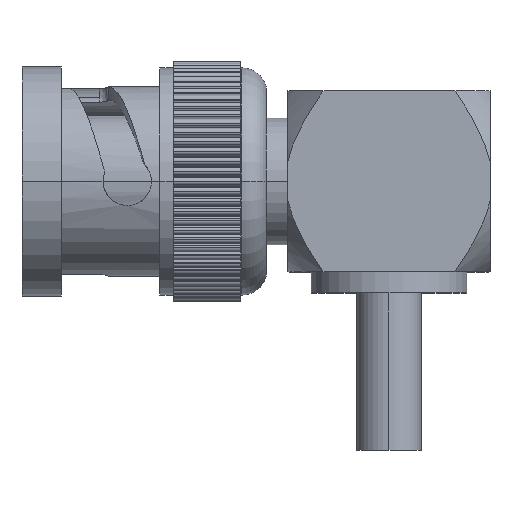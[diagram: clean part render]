
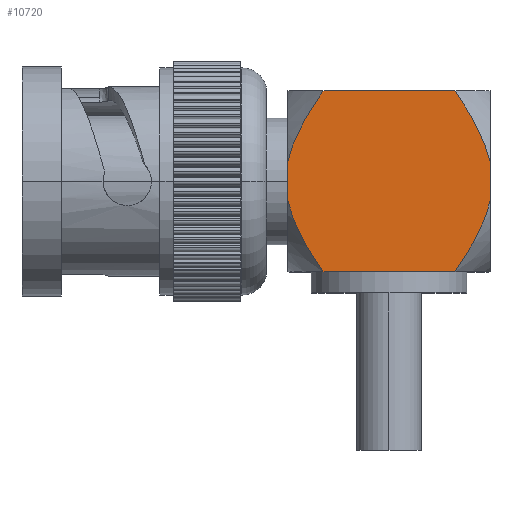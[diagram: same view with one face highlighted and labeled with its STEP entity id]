
A CAD part, top view. The second image highlights one B-rep face of the part: STEP entity #10720.
In plain terms, the highlighted face is planar.
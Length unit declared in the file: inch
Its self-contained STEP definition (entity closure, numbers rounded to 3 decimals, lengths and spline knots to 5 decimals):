
#2694 = CARTESIAN_POINT ( 'NONE',  ( -0.215, 0.215, -1.02882 ) ) ;
#2696 = CARTESIAN_POINT ( 'NONE',  ( -0.215, 0.215, -0.71518 ) ) ;
#2872 = DIRECTION ( 'NONE',  ( 0., 0., 1. ) ) ;
#2873 = VECTOR ( 'NONE', #2872, 39.37008 ) ;
#2874 = CARTESIAN_POINT ( 'NONE',  ( -0.215, 0.215, -1.112 ) ) ;
#2875 = LINE ( 'NONE', #2874, #2873 ) ;
#5066 = CARTESIAN_POINT ( 'NONE',  ( -0.215, -0.04607, -0.632 ) ) ;
#5127 = CARTESIAN_POINT ( 'NONE',  ( -0.215, -0.215, -1.02882 ) ) ;
#5128 = DIRECTION ( 'NONE',  ( 0., 0., 1. ) ) ;
#5129 = VECTOR ( 'NONE', #5128, 39.37008 ) ;
#5130 = CARTESIAN_POINT ( 'NONE',  ( -0.215, -0.215, -1.112 ) ) ;
#5131 = LINE ( 'NONE', #5130, #5129 ) ;
#5235 = CARTESIAN_POINT ( 'NONE',  ( -0.215, 0.04607, -0.632 ) ) ;
#5236 = DIRECTION ( 'NONE',  ( 0., 1., 0. ) ) ;
#5237 = VECTOR ( 'NONE', #5236, 39.37008 ) ;
#5238 = CARTESIAN_POINT ( 'NONE',  ( -0.215, 0.215, -0.632 ) ) ;
#5239 = LINE ( 'NONE', #5238, #5237 ) ;
#5240 = CARTESIAN_POINT ( 'NONE',  ( -0.215, 0.10619, -1.0927 ) ) ;
#5241 = CARTESIAN_POINT ( 'NONE',  ( -0.215, 0.12049, -1.08602 ) ) ;
#5242 = CARTESIAN_POINT ( 'NONE',  ( -0.215, 0.16257, -1.06396 ) ) ;
#5243 = CARTESIAN_POINT ( 'NONE',  ( -0.215, 0.18917, -1.04687 ) ) ;
#5244 = CARTESIAN_POINT ( 'NONE',  ( -0.215, 0.215, -1.02882 ) ) ;
#5245 = DIRECTION ( 'NONE',  ( 0., 1., 0. ) ) ;
#5246 = CARTESIAN_POINT ( 'NONE',  ( -0.215, 0.215, -1.112 ) ) ;
#5247 = CARTESIAN_POINT ( 'NONE',  ( -0.215, 0.04607, -1.112 ) ) ;
#5248 = B_SPLINE_CURVE_WITH_KNOTS ( 'NONE', 3,
 ( #5244, #5243, #5242, #5241, #5240, #5294, #5293, #5292, #5291, #5290 ),
 .UNSPECIFIED., .F., .F.,
 ( 4, 2, 2, 2, 4 ),
 ( 0.00867, 0.01107, 0.01228, 0.01288, 0.01348 ),
 .UNSPECIFIED. ) ;
#5249 = LINE ( 'NONE', #5246, #5289 ) ;
#5250 = CARTESIAN_POINT ( 'NONE',  ( -0.215, 0.215, -0.71518 ) ) ;
#5251 = CARTESIAN_POINT ( 'NONE',  ( -0.215, 0.18922, -0.69717 ) ) ;
#5253 = CARTESIAN_POINT ( 'NONE',  ( -0.215, 0.16279, -0.68018 ) ) ;
#5254 = CARTESIAN_POINT ( 'NONE',  ( -0.215, 0.10695, -0.65086 ) ) ;
#5255 = CARTESIAN_POINT ( 'NONE',  ( -0.215, 0.07714, -0.63843 ) ) ;
#5256 = CARTESIAN_POINT ( 'NONE',  ( -0.215, 0.04607, -0.632 ) ) ;
#5257 = B_SPLINE_CURVE_WITH_KNOTS ( 'NONE', 3,
 ( #5256, #5255, #5254, #5253, #5251, #5250 ),
 .UNSPECIFIED., .F., .F.,
 ( 4, 2, 4 ),
 ( 0.01584, 0.01825, 0.02067 ),
 .UNSPECIFIED. ) ;
#5273 = CARTESIAN_POINT ( 'NONE',  ( -0.215, -0.215, -1.02882 ) ) ;
#5274 = CARTESIAN_POINT ( 'NONE',  ( -0.215, -0.18922, -1.04683 ) ) ;
#5275 = CARTESIAN_POINT ( 'NONE',  ( -0.215, -0.16279, -1.06382 ) ) ;
#5276 = CARTESIAN_POINT ( 'NONE',  ( -0.215, -0.10695, -1.09314 ) ) ;
#5277 = CARTESIAN_POINT ( 'NONE',  ( -0.215, -0.07714, -1.10557 ) ) ;
#5278 = CARTESIAN_POINT ( 'NONE',  ( -0.215, -0.04607, -1.112 ) ) ;
#5282 = B_SPLINE_CURVE_WITH_KNOTS ( 'NONE', 3,
 ( #5278, #5277, #5276, #5275, #5274, #5273 ),
 .UNSPECIFIED., .F., .F.,
 ( 4, 2, 4 ),
 ( 0.01584, 0.01825, 0.02067 ),
 .UNSPECIFIED. ) ;
#5288 = CARTESIAN_POINT ( 'NONE',  ( -0.215, -0.04607, -1.112 ) ) ;
#5289 = VECTOR ( 'NONE', #5245, 39.37008 ) ;
#5290 = CARTESIAN_POINT ( 'NONE',  ( -0.215, 0.04607, -1.112 ) ) ;
#5291 = CARTESIAN_POINT ( 'NONE',  ( -0.215, 0.05383, -1.11039 ) ) ;
#5292 = CARTESIAN_POINT ( 'NONE',  ( -0.215, 0.06156, -1.1084 ) ) ;
#5293 = CARTESIAN_POINT ( 'NONE',  ( -0.215, 0.0767, -1.10382 ) ) ;
#5294 = CARTESIAN_POINT ( 'NONE',  ( -0.215, 0.08415, -1.10123 ) ) ;
#5297 = DIRECTION ( 'NONE',  ( 0., 0., -1. ) ) ;
#5298 = DIRECTION ( 'NONE',  ( 1., 0., 0. ) ) ;
#5306 = AXIS2_PLACEMENT_3D ( 'NONE', #5308, #5298, #5297 ) ;
#5307 = FACE_OUTER_BOUND ( 'NONE', #10721, .T. ) ;
#5308 = CARTESIAN_POINT ( 'NONE',  ( -0.215, 0.215, -1.112 ) ) ;
#5310 = PLANE ( 'NONE',  #5306 ) ;
#5339 = CARTESIAN_POINT ( 'NONE',  ( -0.215, -0.04607, -0.632 ) ) ;
#5340 = CARTESIAN_POINT ( 'NONE',  ( -0.215, -0.05383, -0.63361 ) ) ;
#5341 = CARTESIAN_POINT ( 'NONE',  ( -0.215, -0.06156, -0.6356 ) ) ;
#5342 = CARTESIAN_POINT ( 'NONE',  ( -0.215, -0.0767, -0.64018 ) ) ;
#5343 = CARTESIAN_POINT ( 'NONE',  ( -0.215, -0.08415, -0.64277 ) ) ;
#5344 = CARTESIAN_POINT ( 'NONE',  ( -0.215, -0.10619, -0.6513 ) ) ;
#5345 = CARTESIAN_POINT ( 'NONE',  ( -0.215, -0.12049, -0.65798 ) ) ;
#5346 = CARTESIAN_POINT ( 'NONE',  ( -0.215, -0.16257, -0.68004 ) ) ;
#5347 = CARTESIAN_POINT ( 'NONE',  ( -0.215, -0.18917, -0.69713 ) ) ;
#5348 = CARTESIAN_POINT ( 'NONE',  ( -0.215, -0.215, -0.71518 ) ) ;
#5352 = B_SPLINE_CURVE_WITH_KNOTS ( 'NONE', 3,
 ( #5348, #5347, #5346, #5345, #5344, #5343, #5342, #5341, #5340, #5339 ),
 .UNSPECIFIED., .F., .F.,
 ( 4, 2, 2, 2, 4 ),
 ( 0.00867, 0.01107, 0.01228, 0.01288, 0.01348 ),
 .UNSPECIFIED. ) ;
#5385 = CARTESIAN_POINT ( 'NONE',  ( -0.215, -0.215, -0.71518 ) ) ;
#9648 = VERTEX_POINT ( 'NONE', #2696 ) ;
#9650 = VERTEX_POINT ( 'NONE', #2694 ) ;
#9728 = EDGE_CURVE ( 'NONE', #9650, #9648, #2875, .T. ) ;
#10619 = VERTEX_POINT ( 'NONE', #5066 ) ;
#10646 = EDGE_CURVE ( 'NONE', #10647, #10735, #5131, .T. ) ;
#10647 = VERTEX_POINT ( 'NONE', #5127 ) ;
#10675 = EDGE_CURVE ( 'NONE', #10619, #10676, #5239, .T. ) ;
#10676 = VERTEX_POINT ( 'NONE', #5235 ) ;
#10698 = ORIENTED_EDGE ( 'NONE', *, *, #10675, .T. ) ;
#10699 = ORIENTED_EDGE ( 'NONE', *, *, #10700, .T. ) ;
#10700 = EDGE_CURVE ( 'NONE', #10676, #9648, #5257, .T. ) ;
#10701 = ORIENTED_EDGE ( 'NONE', *, *, #9728, .F. ) ;
#10702 = ORIENTED_EDGE ( 'NONE', *, *, #10703, .T. ) ;
#10703 = EDGE_CURVE ( 'NONE', #9650, #10704, #5248, .T. ) ;
#10704 = VERTEX_POINT ( 'NONE', #5247 ) ;
#10705 = ORIENTED_EDGE ( 'NONE', *, *, #10706, .F. ) ;
#10706 = EDGE_CURVE ( 'NONE', #10707, #10704, #5249, .T. ) ;
#10707 = VERTEX_POINT ( 'NONE', #5288 ) ;
#10709 = ORIENTED_EDGE ( 'NONE', *, *, #10710, .T. ) ;
#10710 = EDGE_CURVE ( 'NONE', #10707, #10647, #5282, .T. ) ;
#10720 = ADVANCED_FACE ( 'NONE', ( #5307 ), #5310, .F. ) ;
#10721 = EDGE_LOOP ( 'NONE', ( #10722, #10723, #10698, #10699, #10701, #10702, #10705, #10709 ) ) ;
#10722 = ORIENTED_EDGE ( 'NONE', *, *, #10646, .T. ) ;
#10723 = ORIENTED_EDGE ( 'NONE', *, *, #10724, .T. ) ;
#10724 = EDGE_CURVE ( 'NONE', #10735, #10619, #5352, .T. ) ;
#10735 = VERTEX_POINT ( 'NONE', #5385 ) ;
